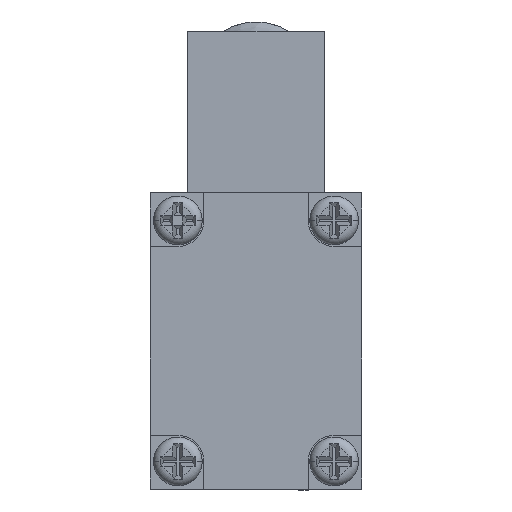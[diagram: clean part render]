
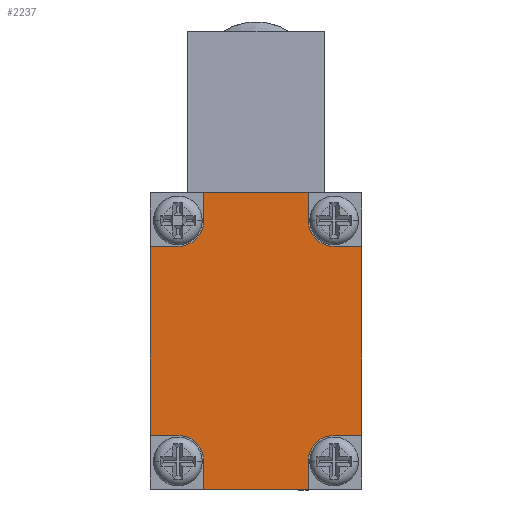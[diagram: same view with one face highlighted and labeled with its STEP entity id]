
A CAD part, top view. The second image highlights one B-rep face of the part: STEP entity #2237.
In plain terms, the highlighted planar face has unit normal (0, 0, 1).
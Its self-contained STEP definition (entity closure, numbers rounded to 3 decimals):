
#955 = DIRECTION ( 'NONE',  ( 0., -1., 0. ) ) ;
#972 = CARTESIAN_POINT ( 'NONE',  ( -16.25, 45.5, 0. ) ) ;
#973 = DIRECTION ( 'NONE',  ( -1., 0., 0. ) ) ;
#982 = CARTESIAN_POINT ( 'NONE',  ( 16.25, 45.5, 0. ) ) ;
#983 = DIRECTION ( 'NONE',  ( 0., 1., 0. ) ) ;
#994 = CARTESIAN_POINT ( 'NONE',  ( -16.25, 0., 0. ) ) ;
#995 = DIRECTION ( 'NONE',  ( 1., 0., 0. ) ) ;
#1006 = CARTESIAN_POINT ( 'NONE',  ( -8., 4.25, 0. ) ) ;
#1007 = DIRECTION ( 'NONE',  ( 0., 1., 0. ) ) ;
#1008 = CARTESIAN_POINT ( 'NONE',  ( 8., 4.25, 0. ) ) ;
#1009 = DIRECTION ( 'NONE',  ( 0., -1., 0. ) ) ;
#1010 = CARTESIAN_POINT ( 'NONE',  ( 12., 4.25, 0. ) ) ;
#1011 = DIRECTION ( 'NONE',  ( 0., 0., 1. ) ) ;
#1012 = DIRECTION ( 'NONE',  ( 1., 0., 0. ) ) ;
#1013 = CARTESIAN_POINT ( 'NONE',  ( 12., 8.25, 0. ) ) ;
#1014 = DIRECTION ( 'NONE',  ( -1., 0., 0. ) ) ;
#1015 = CARTESIAN_POINT ( 'NONE',  ( 12., 37.25, 0. ) ) ;
#1016 = DIRECTION ( 'NONE',  ( 1., 0., 0. ) ) ;
#1017 = CARTESIAN_POINT ( 'NONE',  ( 12., 41.25, 0. ) ) ;
#1018 = DIRECTION ( 'NONE',  ( 0., 0., 1. ) ) ;
#1019 = DIRECTION ( 'NONE',  ( -1., 0., 0. ) ) ;
#1020 = CARTESIAN_POINT ( 'NONE',  ( 8., 41.25, 0. ) ) ;
#1021 = DIRECTION ( 'NONE',  ( 0., -1., 0. ) ) ;
#1022 = CARTESIAN_POINT ( 'NONE',  ( -8., 41.25, 0. ) ) ;
#1023 = DIRECTION ( 'NONE',  ( 0., 1., 0. ) ) ;
#1024 = CARTESIAN_POINT ( 'NONE',  ( -12., 41.25, 0. ) ) ;
#1025 = DIRECTION ( 'NONE',  ( 0., 0., 1. ) ) ;
#1026 = DIRECTION ( 'NONE',  ( 1., 0., 0. ) ) ;
#1027 = CARTESIAN_POINT ( 'NONE',  ( -12., 37.25, 0. ) ) ;
#1028 = DIRECTION ( 'NONE',  ( 1., 0., 0. ) ) ;
#1029 = CARTESIAN_POINT ( 'NONE',  ( -12., 8.25, 0. ) ) ;
#1030 = DIRECTION ( 'NONE',  ( -1., 0., 0. ) ) ;
#1031 = CARTESIAN_POINT ( 'NONE',  ( -12., 4.25, 0. ) ) ;
#1032 = DIRECTION ( 'NONE',  ( 0., 0., 1. ) ) ;
#1033 = DIRECTION ( 'NONE',  ( -1., 0., 0. ) ) ;
#2237 = ADVANCED_FACE ( 'NONE', ( #7472 ), #17038, .T. ) ;
#2672 = ORIENTED_EDGE ( 'NONE', *, *, #9187, .F. ) ;
#2673 = ORIENTED_EDGE ( 'NONE', *, *, #9181, .T. ) ;
#2674 = ORIENTED_EDGE ( 'NONE', *, *, #9188, .F. ) ;
#2675 = ORIENTED_EDGE ( 'NONE', *, *, #9189, .F. ) ;
#2676 = ORIENTED_EDGE ( 'NONE', *, *, #9190, .F. ) ;
#2677 = ORIENTED_EDGE ( 'NONE', *, *, #9175, .T. ) ;
#2678 = ORIENTED_EDGE ( 'NONE', *, *, #9191, .F. ) ;
#2679 = ORIENTED_EDGE ( 'NONE', *, *, #9192, .F. ) ;
#2680 = ORIENTED_EDGE ( 'NONE', *, *, #9193, .F. ) ;
#2681 = ORIENTED_EDGE ( 'NONE', *, *, #9170, .T. ) ;
#2682 = ORIENTED_EDGE ( 'NONE', *, *, #9194, .F. ) ;
#2683 = ORIENTED_EDGE ( 'NONE', *, *, #9195, .F. ) ;
#2684 = ORIENTED_EDGE ( 'NONE', *, *, #9196, .F. ) ;
#2685 = ORIENTED_EDGE ( 'NONE', *, *, #9161, .T. ) ;
#2686 = ORIENTED_EDGE ( 'NONE', *, *, #9197, .F. ) ;
#2687 = ORIENTED_EDGE ( 'NONE', *, *, #9198, .F. ) ;
#4134 = LINE ( 'NONE', #11369, #4135 ) ;
#4135 = VECTOR ( 'NONE', #955, 1000. ) ;
#4152 = LINE ( 'NONE', #972, #4153 ) ;
#4153 = VECTOR ( 'NONE', #973, 1000. ) ;
#4162 = LINE ( 'NONE', #982, #4163 ) ;
#4163 = VECTOR ( 'NONE', #983, 1000. ) ;
#4174 = LINE ( 'NONE', #994, #4175 ) ;
#4175 = VECTOR ( 'NONE', #995, 1000. ) ;
#4186 = LINE ( 'NONE', #1006, #4187 ) ;
#4187 = VECTOR ( 'NONE', #1007, 1000. ) ;
#4188 = LINE ( 'NONE', #1008, #4189 ) ;
#4189 = VECTOR ( 'NONE', #1009, 1000. ) ;
#4190 = LINE ( 'NONE', #1013, #4192 ) ;
#4191 = CIRCLE ( 'NONE', #17979, 4. ) ;
#4192 = VECTOR ( 'NONE', #1014, 1000. ) ;
#4193 = LINE ( 'NONE', #1015, #4194 ) ;
#4194 = VECTOR ( 'NONE', #1016, 1000. ) ;
#4195 = LINE ( 'NONE', #1020, #4197 ) ;
#4196 = CIRCLE ( 'NONE', #17980, 4. ) ;
#4197 = VECTOR ( 'NONE', #1021, 1000. ) ;
#4198 = LINE ( 'NONE', #1022, #4199 ) ;
#4199 = VECTOR ( 'NONE', #1023, 1000. ) ;
#4200 = LINE ( 'NONE', #1027, #4202 ) ;
#4201 = CIRCLE ( 'NONE', #17981, 4. ) ;
#4202 = VECTOR ( 'NONE', #1028, 1000. ) ;
#4203 = LINE ( 'NONE', #1029, #4204 ) ;
#4204 = VECTOR ( 'NONE', #1030, 1000. ) ;
#4206 = CIRCLE ( 'NONE', #17982, 4. ) ;
#4787 = CARTESIAN_POINT ( 'NONE',  ( -16.25, 8.25, 0. ) ) ;
#4788 = CARTESIAN_POINT ( 'NONE',  ( -16.25, 37.25, 0. ) ) ;
#4791 = CARTESIAN_POINT ( 'NONE',  ( 8., 45.5, 0. ) ) ;
#4793 = CARTESIAN_POINT ( 'NONE',  ( -8., 45.5, 0. ) ) ;
#4794 = CARTESIAN_POINT ( 'NONE',  ( 16.25, 8.25, 0. ) ) ;
#4796 = CARTESIAN_POINT ( 'NONE',  ( 16.25, 37.25, 0. ) ) ;
#4801 = CARTESIAN_POINT ( 'NONE',  ( 8., 0., 0. ) ) ;
#4802 = CARTESIAN_POINT ( 'NONE',  ( -8., 0., 0. ) ) ;
#4805 = CARTESIAN_POINT ( 'NONE',  ( -8., 4.25, 0. ) ) ;
#4806 = CARTESIAN_POINT ( 'NONE',  ( 8., 4.25, 0. ) ) ;
#4807 = CARTESIAN_POINT ( 'NONE',  ( 12., 8.25, 0. ) ) ;
#4808 = CARTESIAN_POINT ( 'NONE',  ( 12., 37.25, 0. ) ) ;
#4809 = CARTESIAN_POINT ( 'NONE',  ( 8., 41.25, 0. ) ) ;
#4810 = CARTESIAN_POINT ( 'NONE',  ( -8., 41.25, 0. ) ) ;
#4811 = CARTESIAN_POINT ( 'NONE',  ( -12., 37.25, 0. ) ) ;
#4812 = CARTESIAN_POINT ( 'NONE',  ( -12., 8.25, 0. ) ) ;
#6630 = EDGE_LOOP ( 'NONE', ( #2672, #2673, #2674, #2675, #2676, #2677, #2678, #2679, #2680, #2681, #2682, #2683, #2684, #2685, #2686, #2687 ) ) ;
#7472 = FACE_OUTER_BOUND ( 'NONE', #6630, .T. ) ;
#7916 = VERTEX_POINT ( 'NONE', #4787 ) ;
#7917 = VERTEX_POINT ( 'NONE', #4788 ) ;
#7920 = VERTEX_POINT ( 'NONE', #4791 ) ;
#7922 = VERTEX_POINT ( 'NONE', #4793 ) ;
#7923 = VERTEX_POINT ( 'NONE', #4794 ) ;
#7925 = VERTEX_POINT ( 'NONE', #4796 ) ;
#7930 = VERTEX_POINT ( 'NONE', #4801 ) ;
#7931 = VERTEX_POINT ( 'NONE', #4802 ) ;
#7934 = VERTEX_POINT ( 'NONE', #4805 ) ;
#7935 = VERTEX_POINT ( 'NONE', #4806 ) ;
#7936 = VERTEX_POINT ( 'NONE', #4807 ) ;
#7937 = VERTEX_POINT ( 'NONE', #4808 ) ;
#7938 = VERTEX_POINT ( 'NONE', #4809 ) ;
#7939 = VERTEX_POINT ( 'NONE', #4810 ) ;
#7940 = VERTEX_POINT ( 'NONE', #4811 ) ;
#7941 = VERTEX_POINT ( 'NONE', #4812 ) ;
#9161 = EDGE_CURVE ( 'NONE', #7917, #7916, #4134, .T. ) ;
#9170 = EDGE_CURVE ( 'NONE', #7920, #7922, #4152, .T. ) ;
#9175 = EDGE_CURVE ( 'NONE', #7923, #7925, #4162, .T. ) ;
#9181 = EDGE_CURVE ( 'NONE', #7931, #7930, #4174, .T. ) ;
#9187 = EDGE_CURVE ( 'NONE', #7931, #7934, #4186, .T. ) ;
#9188 = EDGE_CURVE ( 'NONE', #7935, #7930, #4188, .T. ) ;
#9189 = EDGE_CURVE ( 'NONE', #7936, #7935, #4191, .T. ) ;
#9190 = EDGE_CURVE ( 'NONE', #7923, #7936, #4190, .T. ) ;
#9191 = EDGE_CURVE ( 'NONE', #7937, #7925, #4193, .T. ) ;
#9192 = EDGE_CURVE ( 'NONE', #7938, #7937, #4196, .T. ) ;
#9193 = EDGE_CURVE ( 'NONE', #7920, #7938, #4195, .T. ) ;
#9194 = EDGE_CURVE ( 'NONE', #7939, #7922, #4198, .T. ) ;
#9195 = EDGE_CURVE ( 'NONE', #7940, #7939, #4201, .T. ) ;
#9196 = EDGE_CURVE ( 'NONE', #7917, #7940, #4200, .T. ) ;
#9197 = EDGE_CURVE ( 'NONE', #7941, #7916, #4203, .T. ) ;
#9198 = EDGE_CURVE ( 'NONE', #7934, #7941, #4206, .T. ) ;
#11369 = CARTESIAN_POINT ( 'NONE',  ( -16.25, 45.5, 0. ) ) ;
#17038 = PLANE ( 'NONE',  #18773 ) ;
#17039 = CARTESIAN_POINT ( 'NONE',  ( -16.25, 0., 0. ) ) ;
#17040 = DIRECTION ( 'NONE',  ( 0., 0., 1. ) ) ;
#17041 = DIRECTION ( 'NONE',  ( 1., 0., 0. ) ) ;
#17979 = AXIS2_PLACEMENT_3D ( 'NONE', #1010, #1011, #1012 ) ;
#17980 = AXIS2_PLACEMENT_3D ( 'NONE', #1017, #1018, #1019 ) ;
#17981 = AXIS2_PLACEMENT_3D ( 'NONE', #1024, #1025, #1026 ) ;
#17982 = AXIS2_PLACEMENT_3D ( 'NONE', #1031, #1032, #1033 ) ;
#18773 = AXIS2_PLACEMENT_3D ( 'NONE', #17039, #17040, #17041 ) ;
